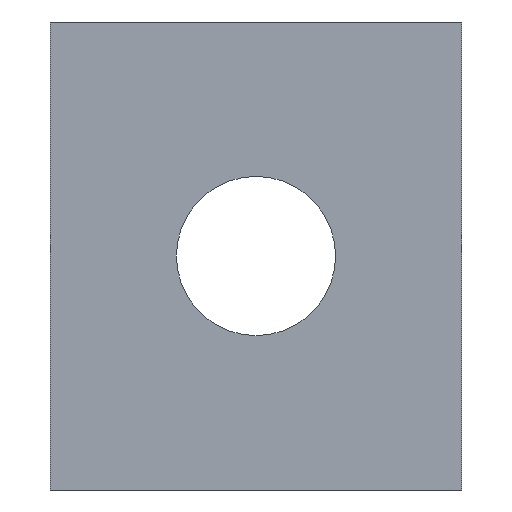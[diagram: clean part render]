
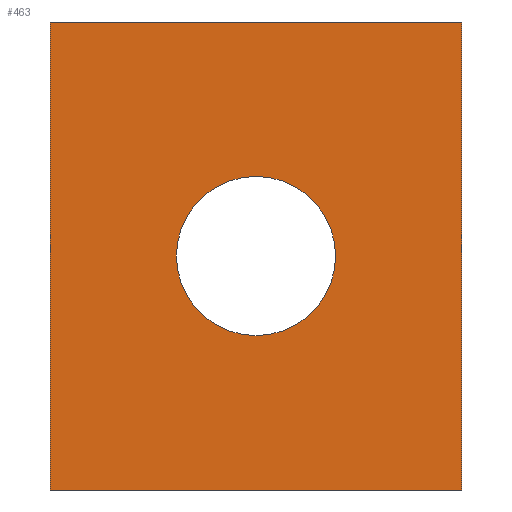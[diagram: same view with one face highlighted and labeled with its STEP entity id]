
A CAD part, front view. The second image highlights one B-rep face of the part: STEP entity #463.
In plain terms, the highlighted planar face has unit normal (0, -1, 0).
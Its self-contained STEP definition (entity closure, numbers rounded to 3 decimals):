
#18=FACE_BOUND('',#68,.T.);
#40=FACE_OUTER_BOUND('',#67,.T.);
#67=EDGE_LOOP('',(#375,#376,#377,#378));
#68=EDGE_LOOP('',(#379));
#91=CIRCLE('',#510,1.7);
#101=LINE('',#668,#152);
#106=LINE('',#681,#157);
#115=LINE('',#701,#166);
#125=LINE('',#727,#176);
#152=VECTOR('',#537,10.);
#157=VECTOR('',#550,10.);
#166=VECTOR('',#563,10.);
#176=VECTOR('',#593,10.);
#199=VERTEX_POINT('',#656);
#204=VERTEX_POINT('',#666);
#208=VERTEX_POINT('',#680);
#217=VERTEX_POINT('',#700);
#230=VERTEX_POINT('',#743);
#247=EDGE_CURVE('',#199,#204,#101,.T.);
#253=EDGE_CURVE('',#208,#199,#106,.T.);
#263=EDGE_CURVE('',#217,#208,#115,.T.);
#277=EDGE_CURVE('',#204,#217,#125,.T.);
#285=EDGE_CURVE('',#230,#230,#91,.T.);
#375=ORIENTED_EDGE('',*,*,#247,.T.);
#376=ORIENTED_EDGE('',*,*,#277,.T.);
#377=ORIENTED_EDGE('',*,*,#263,.T.);
#378=ORIENTED_EDGE('',*,*,#253,.T.);
#379=ORIENTED_EDGE('',*,*,#285,.T.);
#442=PLANE('',#509);
#463=ADVANCED_FACE('',(#40,#18),#442,.T.);
#509=AXIS2_PLACEMENT_3D('',#742,#604,#605);
#510=AXIS2_PLACEMENT_3D('',#744,#606,#607);
#537=DIRECTION('',(0.,0.,-1.));
#550=DIRECTION('',(-1.,0.,0.));
#563=DIRECTION('',(0.,0.,1.));
#593=DIRECTION('',(1.,0.,0.));
#604=DIRECTION('center_axis',(0.,-1.,0.));
#605=DIRECTION('ref_axis',(0.,0.,-1.));
#606=DIRECTION('center_axis',(0.,1.,0.));
#607=DIRECTION('ref_axis',(-1.,0.,0.));
#656=CARTESIAN_POINT('',(51.028,-5.922,10.));
#666=CARTESIAN_POINT('',(51.028,-5.922,0.));
#668=CARTESIAN_POINT('',(51.028,-5.922,2.5));
#680=CARTESIAN_POINT('',(59.828,-5.922,10.));
#681=CARTESIAN_POINT('',(50.928,-5.922,10.));
#700=CARTESIAN_POINT('',(59.828,-5.922,0.));
#701=CARTESIAN_POINT('',(59.828,-5.922,2.5));
#727=CARTESIAN_POINT('',(59.928,-5.922,0.));
#742=CARTESIAN_POINT('Origin',(55.428,-5.922,5.));
#743=CARTESIAN_POINT('',(57.128,-5.922,5.));
#744=CARTESIAN_POINT('Origin',(55.428,-5.922,5.));
